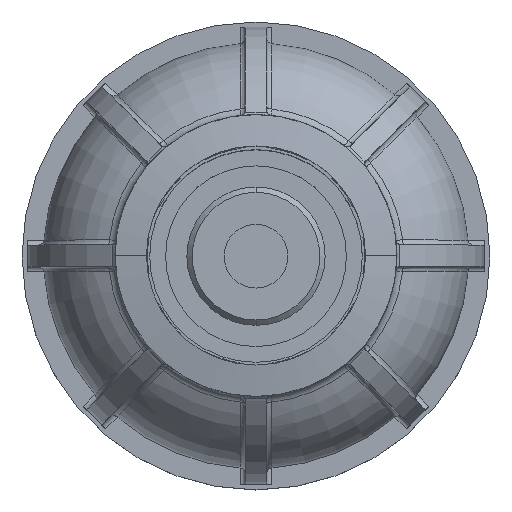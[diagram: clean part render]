
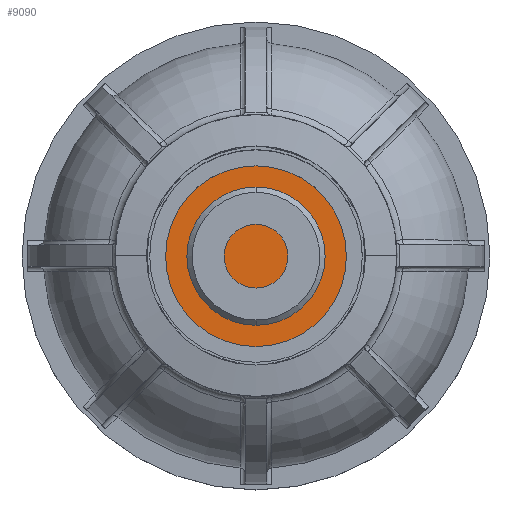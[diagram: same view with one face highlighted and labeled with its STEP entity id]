
A CAD part, top view. The second image highlights one B-rep face of the part: STEP entity #9090.
In plain terms, the highlighted planar face has unit normal (0, 0, 1).
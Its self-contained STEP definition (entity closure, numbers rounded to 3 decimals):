
#2181 = AXIS2_PLACEMENT_3D ( 'NONE', #8081, #8082, #8083 ) ;
#2279 = AXIS2_PLACEMENT_3D ( 'NONE', #7318, #7319, #7320 ) ;
#2742 = EDGE_LOOP ( 'NONE', ( #12632, #12558 ) ) ;
#4776 = AXIS2_PLACEMENT_3D ( 'NONE', #20168, #20174, #20175 ) ;
#5467 = VERTEX_POINT ( 'NONE', #15921 ) ;
#5558 = VERTEX_POINT ( 'NONE', #15932 ) ;
#7318 = CARTESIAN_POINT ( 'NONE',  ( 0., 0., 0. ) ) ;
#7319 = DIRECTION ( 'NONE',  ( 0., 0., -1. ) ) ;
#7320 = DIRECTION ( 'NONE',  ( -1., 0., 0. ) ) ;
#8081 = CARTESIAN_POINT ( 'NONE',  ( 0., 0., 0. ) ) ;
#8082 = DIRECTION ( 'NONE',  ( 0., 0., -1. ) ) ;
#8083 = DIRECTION ( 'NONE',  ( -1., 0., 0. ) ) ;
#9090 = ADVANCED_FACE ( 'NONE', ( #15628 ), #20171, .F. ) ;
#11091 = EDGE_CURVE ( 'NONE', #5467, #5558, #15046, .T. ) ;
#11259 = EDGE_CURVE ( 'NONE', #5558, #5467, #14866, .T. ) ;
#12558 = ORIENTED_EDGE ( 'NONE', *, *, #11091, .F. ) ;
#12632 = ORIENTED_EDGE ( 'NONE', *, *, #11259, .F. ) ;
#14866 = CIRCLE ( 'NONE', #2181, 8.5 ) ;
#15046 = CIRCLE ( 'NONE', #2279, 8.5 ) ;
#15628 = FACE_OUTER_BOUND ( 'NONE', #2742, .T. ) ;
#15921 = CARTESIAN_POINT ( 'NONE',  ( 8.5, 0., 0. ) ) ;
#15932 = CARTESIAN_POINT ( 'NONE',  ( -8.5, 0., 0. ) ) ;
#20168 = CARTESIAN_POINT ( 'NONE',  ( 0., 0., 0. ) ) ;
#20171 = PLANE ( 'NONE',  #4776 ) ;
#20174 = DIRECTION ( 'NONE',  ( 0., 0., -1. ) ) ;
#20175 = DIRECTION ( 'NONE',  ( -1., 0., 0. ) ) ;
